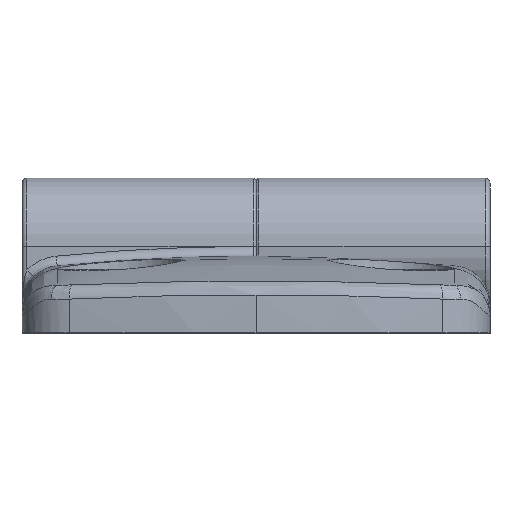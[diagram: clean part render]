
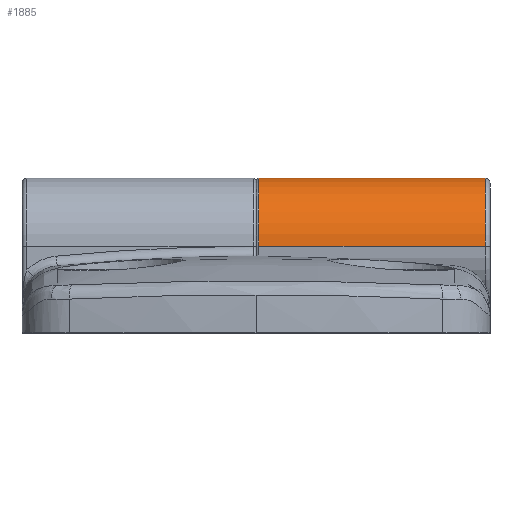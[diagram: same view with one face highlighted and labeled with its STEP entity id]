
A CAD part, top view. The second image highlights one B-rep face of the part: STEP entity #1885.
In plain terms, the highlighted cylindrical face has radius 7 mm (diameter 14 mm), a partial arc.
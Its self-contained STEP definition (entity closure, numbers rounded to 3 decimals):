
#165 = EDGE_CURVE ( 'NONE', #714, #1303, #1443, .T. ) ;
#180 = VECTOR ( 'NONE', #650, 1000. ) ;
#356 = AXIS2_PLACEMENT_3D ( 'NONE', #1510, #2482, #1941 ) ;
#385 = CARTESIAN_POINT ( 'NONE',  ( 23.5, 8.9, -7. ) ) ;
#602 = VERTEX_POINT ( 'NONE', #2362 ) ;
#650 = DIRECTION ( 'NONE',  ( -1., 0., 0. ) ) ;
#668 = LINE ( 'NONE', #1938, #3772 ) ;
#714 = VERTEX_POINT ( 'NONE', #2124 ) ;
#734 = EDGE_LOOP ( 'NONE', ( #3708, #2360, #2197, #1753 ) ) ;
#1130 = LINE ( 'NONE', #3664, #180 ) ;
#1303 = VERTEX_POINT ( 'NONE', #385 ) ;
#1362 = AXIS2_PLACEMENT_3D ( 'NONE', #2822, #2790, #2781 ) ;
#1443 = CIRCLE ( 'NONE', #2522, 7. ) ;
#1510 = CARTESIAN_POINT ( 'NONE',  ( 24., 8.9, 0. ) ) ;
#1699 = CYLINDRICAL_SURFACE ( 'NONE', #356, 7. ) ;
#1753 = ORIENTED_EDGE ( 'NONE', *, *, #3824, .T. ) ;
#1787 = DIRECTION ( 'NONE',  ( -1., 0., 0. ) ) ;
#1842 = EDGE_CURVE ( 'NONE', #1303, #3141, #1130, .T. ) ;
#1885 = ADVANCED_FACE ( 'NONE', ( #3402 ), #1699, .T. ) ;
#1938 = CARTESIAN_POINT ( 'NONE',  ( 24., 8.9, 7. ) ) ;
#1941 = DIRECTION ( 'NONE',  ( 0., 0., 1. ) ) ;
#2124 = CARTESIAN_POINT ( 'NONE',  ( 23.5, 8.9, 7. ) ) ;
#2197 = ORIENTED_EDGE ( 'NONE', *, *, #1842, .T. ) ;
#2360 = ORIENTED_EDGE ( 'NONE', *, *, #165, .T. ) ;
#2362 = CARTESIAN_POINT ( 'NONE',  ( 0.3, 8.9, 7. ) ) ;
#2400 = EDGE_CURVE ( 'NONE', #714, #602, #668, .T. ) ;
#2482 = DIRECTION ( 'NONE',  ( -1., 0., 0. ) ) ;
#2522 = AXIS2_PLACEMENT_3D ( 'NONE', #3092, #3086, #3085 ) ;
#2781 = DIRECTION ( 'NONE',  ( 0., 0., -1. ) ) ;
#2789 = CARTESIAN_POINT ( 'NONE',  ( 0.3, 8.9, -7. ) ) ;
#2790 = DIRECTION ( 'NONE',  ( 1., 0., 0. ) ) ;
#2822 = CARTESIAN_POINT ( 'NONE',  ( 0.3, 8.9, 0. ) ) ;
#3085 = DIRECTION ( 'NONE',  ( 0., 0., 1. ) ) ;
#3086 = DIRECTION ( 'NONE',  ( -1., 0., 0. ) ) ;
#3092 = CARTESIAN_POINT ( 'NONE',  ( 23.5, 8.9, 0. ) ) ;
#3141 = VERTEX_POINT ( 'NONE', #2789 ) ;
#3298 = CIRCLE ( 'NONE', #1362, 7. ) ;
#3402 = FACE_OUTER_BOUND ( 'NONE', #734, .T. ) ;
#3664 = CARTESIAN_POINT ( 'NONE',  ( 24., 8.9, -7. ) ) ;
#3708 = ORIENTED_EDGE ( 'NONE', *, *, #2400, .F. ) ;
#3772 = VECTOR ( 'NONE', #1787, 1000. ) ;
#3824 = EDGE_CURVE ( 'NONE', #3141, #602, #3298, .T. ) ;
